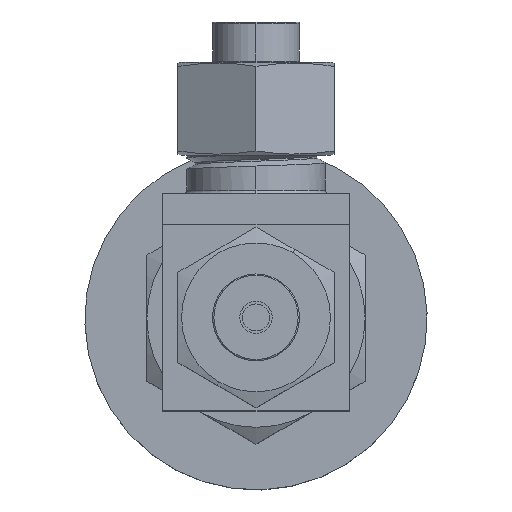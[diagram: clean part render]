
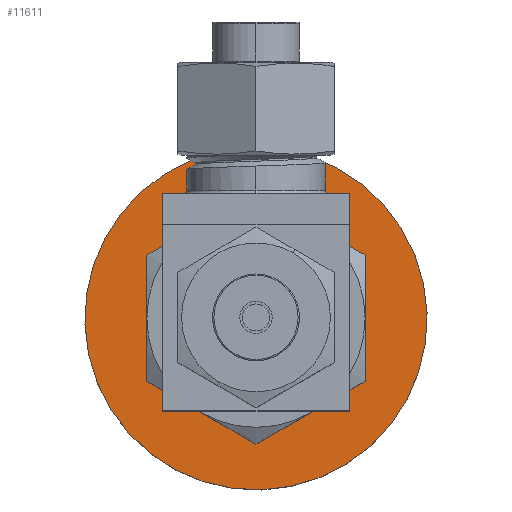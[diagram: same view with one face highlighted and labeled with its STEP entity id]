
A CAD part, top view. The second image highlights one B-rep face of the part: STEP entity #11611.
In plain terms, the highlighted planar face has unit normal (0, 0, 1).
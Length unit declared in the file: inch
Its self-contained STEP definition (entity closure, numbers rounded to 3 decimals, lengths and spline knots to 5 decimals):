
#193 = EDGE_CURVE ( 'Defeatured_0_6+Defeatured_0_4+Defeatured_0_4+Defeatured_0_4', #15249, #8323, #5300, .T. ) ;
#365 = CARTESIAN_POINT ( 'NONE',  ( 0.60653, 1.07749, 0.37819 ) ) ;
#689 = DIRECTION ( 'NONE',  ( 0.034, -0.999, 0. ) ) ;
#843 = ORIENTED_EDGE ( 'NONE', *, *, #1083, .F. ) ;
#1066 = FACE_OUTER_BOUND ( 'NONE', #6045, .T. ) ;
#1083 = EDGE_CURVE ( 'Defeatured_0_1+Defeatured_0_6+Defeatured_0_6+Defeatured_0_6', #18532, #15024, #15591, .T. ) ;
#1613 = CARTESIAN_POINT ( 'NONE',  ( 0.60653, 1.07749, 0.37819 ) ) ;
#1775 = CIRCLE ( 'NONE', #10807, 0.69 ) ;
#1885 = DIRECTION ( 'NONE',  ( 0.034, -0.999, 0. ) ) ;
#2028 = CIRCLE ( 'NONE', #15570, 0.375 ) ;
#3126 = DIRECTION ( 'NONE',  ( 0.034, -0.999, 0. ) ) ;
#3181 = CARTESIAN_POINT ( 'NONE',  ( 0.61944, 0.70271, 0.37819 ) ) ;
#3452 = ORIENTED_EDGE ( 'NONE', *, *, #17800, .T. ) ;
#3613 = DIRECTION ( 'NONE',  ( 0., 0., 1. ) ) ;
#4399 = DIRECTION ( 'NONE',  ( 0.034, -0.999, 0. ) ) ;
#4830 = ORIENTED_EDGE ( 'NONE', *, *, #193, .T. ) ;
#5300 = CIRCLE ( 'NONE', #11659, 0.69 ) ;
#5783 = PLANE ( 'NONE',  #15736 ) ;
#6045 = EDGE_LOOP ( 'NONE', ( #3452, #4830 ) ) ;
#7027 = EDGE_CURVE ( 'Defeatured_0_1+Defeatured_0_6+Defeatured_0_6+Defeatured_0_6', #15024, #18532, #2028, .T. ) ;
#7810 = CARTESIAN_POINT ( 'NONE',  ( 0.58279, 1.76708, 0.37819 ) ) ;
#8323 = VERTEX_POINT ( 'NONE', #7810 ) ;
#9736 = DIRECTION ( 'NONE',  ( 0., 0., 1. ) ) ;
#10409 = CARTESIAN_POINT ( 'NONE',  ( 0.60653, 1.07749, 0.37819 ) ) ;
#10807 = AXIS2_PLACEMENT_3D ( 'NONE', #18816, #9736, #689 ) ;
#10895 = CARTESIAN_POINT ( 'NONE',  ( 0.63028, 0.3879, 0.37819 ) ) ;
#10931 = DIRECTION ( 'NONE',  ( 0., 0., 1. ) ) ;
#11611 = ADVANCED_FACE ( 'Defeatured_0_6', ( #13127, #1066 ), #5783, .T. ) ;
#11659 = AXIS2_PLACEMENT_3D ( 'NONE', #1613, #12155, #3126 ) ;
#12155 = DIRECTION ( 'NONE',  ( 0., 0., 1. ) ) ;
#12677 = CARTESIAN_POINT ( 'NONE',  ( 0.60653, 1.07749, 0.37819 ) ) ;
#13127 = FACE_BOUND ( 'NONE', #14553, .T. ) ;
#13452 = DIRECTION ( 'NONE',  ( 0., 0., 1. ) ) ;
#14196 = DIRECTION ( 'NONE',  ( 0.034, -0.999, 0. ) ) ;
#14553 = EDGE_LOOP ( 'NONE', ( #19007, #843 ) ) ;
#15024 = VERTEX_POINT ( 'NONE', #3181 ) ;
#15249 = VERTEX_POINT ( 'NONE', #10895 ) ;
#15570 = AXIS2_PLACEMENT_3D ( 'NONE', #365, #10931, #1885 ) ;
#15591 = CIRCLE ( 'NONE', #18037, 0.375 ) ;
#15736 = AXIS2_PLACEMENT_3D ( 'NONE', #10409, #13452, #4399 ) ;
#17800 = EDGE_CURVE ( 'Defeatured_0_6+Defeatured_0_4+Defeatured_0_4+Defeatured_0_4', #8323, #15249, #1775, .T. ) ;
#18037 = AXIS2_PLACEMENT_3D ( 'NONE', #12677, #3613, #14196 ) ;
#18353 = CARTESIAN_POINT ( 'NONE',  ( 0.59363, 1.45227, 0.37819 ) ) ;
#18532 = VERTEX_POINT ( 'NONE', #18353 ) ;
#18816 = CARTESIAN_POINT ( 'NONE',  ( 0.60653, 1.07749, 0.37819 ) ) ;
#19007 = ORIENTED_EDGE ( 'NONE', *, *, #7027, .F. ) ;
